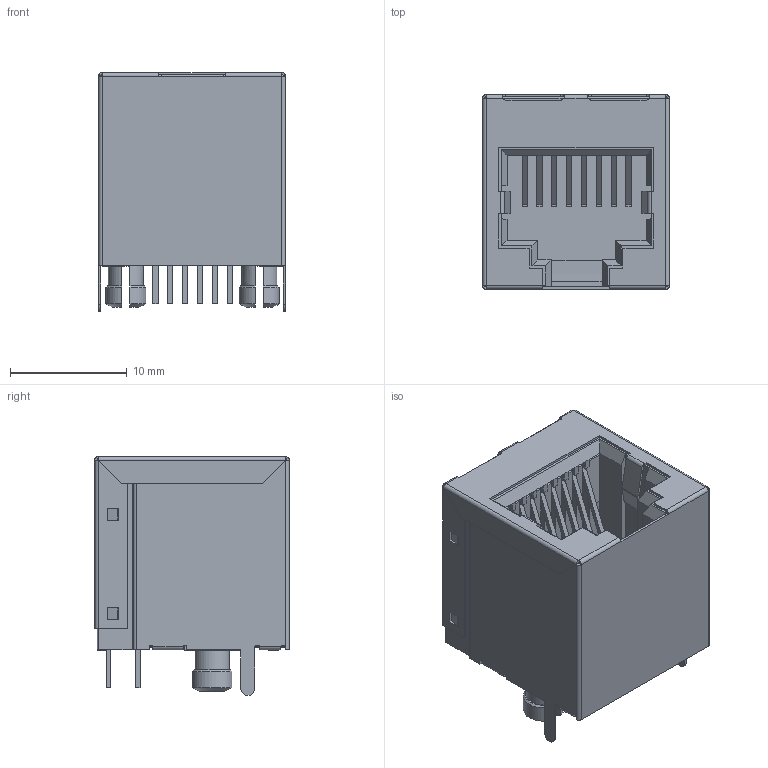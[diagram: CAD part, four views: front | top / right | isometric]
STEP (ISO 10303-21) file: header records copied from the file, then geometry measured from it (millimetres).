
FILE_DESCRIPTION(/* description */ ('Unknown'),/* implementation_level */ '2;1');
FILE_NAME(/* name */ 'J_Wurth_WR-MJ_615008138221',/* time_stamp */ '2025-07-02T17:46:48+08:00',/* author */ ('Unknown'),/* organization */ ('Unknown'),/* preprocessor_version */ 'ST-DEVELOPER v19.4',/* originating_system */ 'Solid Edge',/* authorisation */ 'Unknown');
FILE_SCHEMA (('AUTOMOTIVE_DESIGN {1 0 10303 214 3 1 1}'));
Length unit declared in the file: millimetre
Products named in the file (2): J_Wurth_WR-MJ_615008138221
Assembly tree (1 placements, depth 2):
  J_Wurth_WR-MJ_615008138221
    J_Wurth_WR-MJ_615008138221
Bounding box: 16 x 16.65 x 20.45 mm (x, y, z)
Volume: 2722.5 mm3; surface area: 6469.8 mm2
Topology: 11 solids, 11 shells, 838 faces, 2260 edges, 1427 vertices
Faces by surface type: plane 624, cylinder 178, bspline 12, cone 8, sphere 8, torus 8
Full cylindrical faces by diameter (mm): 0.9 x2
Entity records: 27111 total; most frequent: CARTESIAN_POINT 4867, ORIENTED_EDGE 4498, DIRECTION 4193, EDGE_CURVE 2249, LINE 1809, VECTOR 1809, VERTEX_POINT 1426, AXIS2_PLACEMENT_3D 1192
